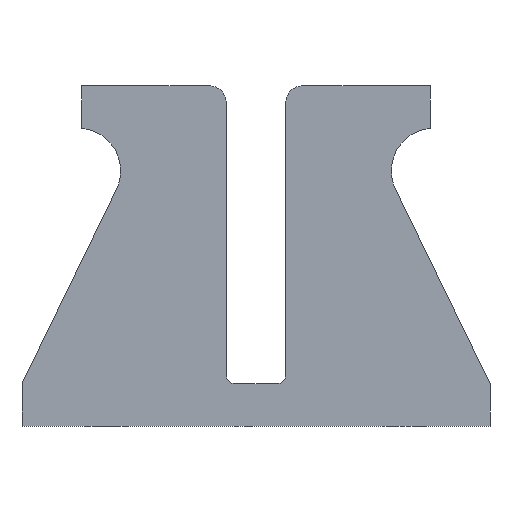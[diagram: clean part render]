
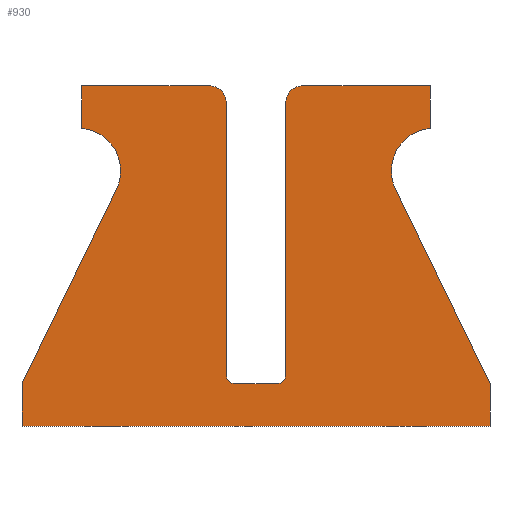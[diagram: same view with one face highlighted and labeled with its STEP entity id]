
A CAD part, left-side view. The second image highlights one B-rep face of the part: STEP entity #930.
In plain terms, the highlighted planar face has unit normal (-1, 0, 0).
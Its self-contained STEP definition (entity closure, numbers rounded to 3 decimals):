
#40=PLANE('',#1021);
#82=FACE_OUTER_BOUND('',#135,.T.);
#135=EDGE_LOOP('',(#756,#757,#758,#759,#760,#761,#762,#763,#764,#765,#766,
#767,#768,#769,#770,#771,#772,#773));
#191=LINE('',#1402,#289);
#205=LINE('',#1445,#303);
#233=LINE('',#1516,#331);
#235=LINE('',#1520,#333);
#236=LINE('',#1521,#334);
#237=LINE('',#1523,#335);
#238=LINE('',#1525,#336);
#239=LINE('',#1527,#337);
#240=LINE('',#1529,#338);
#241=LINE('',#1530,#339);
#242=LINE('',#1532,#340);
#243=LINE('',#1533,#341);
#289=VECTOR('',#1121,10.);
#303=VECTOR('',#1155,10.);
#331=VECTOR('',#1227,10.);
#333=VECTOR('',#1233,10.);
#334=VECTOR('',#1234,10.);
#335=VECTOR('',#1235,10.);
#336=VECTOR('',#1236,10.);
#337=VECTOR('',#1237,10.);
#338=VECTOR('',#1238,10.);
#339=VECTOR('',#1239,10.);
#340=VECTOR('',#1240,10.);
#341=VECTOR('',#1241,10.);
#372=CIRCLE('',#985,2.);
#380=CIRCLE('',#996,2.);
#382=CIRCLE('',#1000,1.);
#383=CIRCLE('',#1002,1.);
#388=CIRCLE('',#1014,5.);
#389=CIRCLE('',#1017,5.);
#426=VERTEX_POINT('',#1389);
#427=VERTEX_POINT('',#1390);
#431=VERTEX_POINT('',#1400);
#448=VERTEX_POINT('',#1438);
#449=VERTEX_POINT('',#1440);
#450=VERTEX_POINT('',#1444);
#452=VERTEX_POINT('',#1450);
#453=VERTEX_POINT('',#1454);
#465=VERTEX_POINT('',#1493);
#466=VERTEX_POINT('',#1495);
#467=VERTEX_POINT('',#1502);
#468=VERTEX_POINT('',#1503);
#470=VERTEX_POINT('',#1512);
#472=VERTEX_POINT('',#1522);
#473=VERTEX_POINT('',#1524);
#474=VERTEX_POINT('',#1526);
#475=VERTEX_POINT('',#1528);
#476=VERTEX_POINT('',#1531);
#518=EDGE_CURVE('',#426,#427,#372,.T.);
#524=EDGE_CURVE('',#426,#431,#191,.T.);
#543=EDGE_CURVE('',#448,#449,#380,.T.);
#545=EDGE_CURVE('',#450,#449,#205,.T.);
#548=EDGE_CURVE('',#450,#452,#382,.T.);
#550=EDGE_CURVE('',#453,#431,#383,.T.);
#571=EDGE_CURVE('',#466,#465,#388,.F.);
#575=EDGE_CURVE('',#467,#468,#389,.T.);
#582=EDGE_CURVE('',#470,#466,#233,.T.);
#584=EDGE_CURVE('',#452,#453,#235,.T.);
#585=EDGE_CURVE('',#448,#470,#236,.T.);
#586=EDGE_CURVE('',#465,#472,#237,.T.);
#587=EDGE_CURVE('',#473,#472,#238,.T.);
#588=EDGE_CURVE('',#473,#474,#239,.T.);
#589=EDGE_CURVE('',#474,#475,#240,.T.);
#590=EDGE_CURVE('',#468,#475,#241,.T.);
#591=EDGE_CURVE('',#476,#467,#242,.T.);
#592=EDGE_CURVE('',#427,#476,#243,.T.);
#756=ORIENTED_EDGE('',*,*,#518,.F.);
#757=ORIENTED_EDGE('',*,*,#524,.T.);
#758=ORIENTED_EDGE('',*,*,#550,.F.);
#759=ORIENTED_EDGE('',*,*,#584,.F.);
#760=ORIENTED_EDGE('',*,*,#548,.F.);
#761=ORIENTED_EDGE('',*,*,#545,.T.);
#762=ORIENTED_EDGE('',*,*,#543,.F.);
#763=ORIENTED_EDGE('',*,*,#585,.T.);
#764=ORIENTED_EDGE('',*,*,#582,.T.);
#765=ORIENTED_EDGE('',*,*,#571,.T.);
#766=ORIENTED_EDGE('',*,*,#586,.T.);
#767=ORIENTED_EDGE('',*,*,#587,.F.);
#768=ORIENTED_EDGE('',*,*,#588,.T.);
#769=ORIENTED_EDGE('',*,*,#589,.T.);
#770=ORIENTED_EDGE('',*,*,#590,.F.);
#771=ORIENTED_EDGE('',*,*,#575,.F.);
#772=ORIENTED_EDGE('',*,*,#591,.F.);
#773=ORIENTED_EDGE('',*,*,#592,.F.);
#930=ADVANCED_FACE('',(#82),#40,.T.);
#985=AXIS2_PLACEMENT_3D('',#1391,#1111,#1112);
#996=AXIS2_PLACEMENT_3D('',#1441,#1150,#1151);
#1000=AXIS2_PLACEMENT_3D('',#1451,#1161,#1162);
#1002=AXIS2_PLACEMENT_3D('',#1455,#1166,#1167);
#1014=AXIS2_PLACEMENT_3D('',#1496,#1206,#1207);
#1017=AXIS2_PLACEMENT_3D('',#1504,#1215,#1216);
#1021=AXIS2_PLACEMENT_3D('',#1519,#1231,#1232);
#1111=DIRECTION('center_axis',(1.,0.,0.));
#1112=DIRECTION('ref_axis',(0.,0.707,0.707));
#1121=DIRECTION('',(0.,0.,-1.));
#1150=DIRECTION('center_axis',(1.,0.,0.));
#1151=DIRECTION('ref_axis',(0.,-0.707,0.707));
#1155=DIRECTION('',(0.,0.,1.));
#1161=DIRECTION('center_axis',(-1.,0.,0.));
#1162=DIRECTION('ref_axis',(0.,0.707,-0.707));
#1166=DIRECTION('center_axis',(-1.,0.,0.));
#1167=DIRECTION('ref_axis',(0.,-0.707,-0.707));
#1206=DIRECTION('center_axis',(-1.,0.,0.));
#1207=DIRECTION('ref_axis',(0.,-0.082,0.997));
#1215=DIRECTION('center_axis',(-1.,0.,0.));
#1216=DIRECTION('ref_axis',(0.,0.082,0.997));
#1227=DIRECTION('',(0.,0.,-1.));
#1231=DIRECTION('center_axis',(-1.,0.,0.));
#1232=DIRECTION('ref_axis',(0.,-1.,0.));
#1233=DIRECTION('',(0.,-1.,0.));
#1234=DIRECTION('',(0.,1.,0.));
#1235=DIRECTION('',(0.,0.437,-0.9));
#1236=DIRECTION('',(0.,0.,1.));
#1237=DIRECTION('',(0.,-1.,0.));
#1238=DIRECTION('',(0.,0.,1.));
#1239=DIRECTION('',(0.,-0.437,-0.9));
#1240=DIRECTION('',(0.,0.,-1.));
#1241=DIRECTION('',(0.,-1.,0.));
#1389=CARTESIAN_POINT('',(-25.,-3.5,38.));
#1390=CARTESIAN_POINT('',(-25.,-5.5,40.));
#1391=CARTESIAN_POINT('Origin',(-25.,-5.5,38.));
#1400=CARTESIAN_POINT('',(-25.,-3.5,6.));
#1402=CARTESIAN_POINT('',(-25.,-3.5,20.));
#1438=CARTESIAN_POINT('',(-25.,5.5,40.));
#1440=CARTESIAN_POINT('',(-25.,3.5,38.));
#1441=CARTESIAN_POINT('Origin',(-25.,5.5,38.));
#1444=CARTESIAN_POINT('',(-25.,3.5,6.));
#1445=CARTESIAN_POINT('',(-25.,3.5,2.5));
#1450=CARTESIAN_POINT('',(-25.,2.5,5.));
#1451=CARTESIAN_POINT('Origin',(-25.,2.5,6.));
#1454=CARTESIAN_POINT('',(-25.,-2.5,5.));
#1455=CARTESIAN_POINT('Origin',(-25.,-2.5,6.));
#1493=CARTESIAN_POINT('',(-25.,16.41,27.832));
#1495=CARTESIAN_POINT('',(-25.,20.5,35.));
#1496=CARTESIAN_POINT('Origin',(-25.,20.908,30.017));
#1502=CARTESIAN_POINT('',(-25.,-20.5,35.));
#1503=CARTESIAN_POINT('',(-25.,-16.41,27.832));
#1504=CARTESIAN_POINT('Origin',(-25.,-20.908,30.017));
#1512=CARTESIAN_POINT('',(-25.,20.5,40.));
#1516=CARTESIAN_POINT('',(-25.,20.5,40.));
#1519=CARTESIAN_POINT('Origin',(-25.,27.5,0.));
#1520=CARTESIAN_POINT('',(-25.,27.5,5.));
#1521=CARTESIAN_POINT('',(-25.,2.5,40.));
#1522=CARTESIAN_POINT('',(-25.,27.5,5.));
#1523=CARTESIAN_POINT('',(-25.,10.5,40.));
#1524=CARTESIAN_POINT('',(-25.,27.5,0.));
#1525=CARTESIAN_POINT('',(-25.,27.5,0.));
#1526=CARTESIAN_POINT('',(-25.,-27.5,0.));
#1527=CARTESIAN_POINT('',(-25.,27.5,0.));
#1528=CARTESIAN_POINT('',(-25.,-27.5,5.));
#1529=CARTESIAN_POINT('',(-25.,-27.5,0.));
#1530=CARTESIAN_POINT('',(-25.,-10.5,40.));
#1531=CARTESIAN_POINT('',(-25.,-20.5,40.));
#1532=CARTESIAN_POINT('',(-25.,-20.5,40.));
#1533=CARTESIAN_POINT('',(-25.,-2.5,40.));
